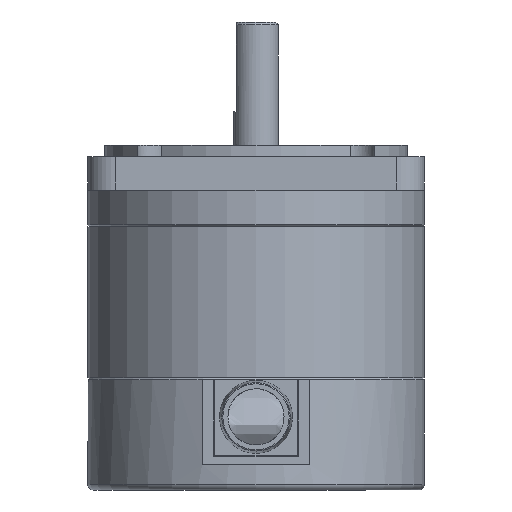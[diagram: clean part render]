
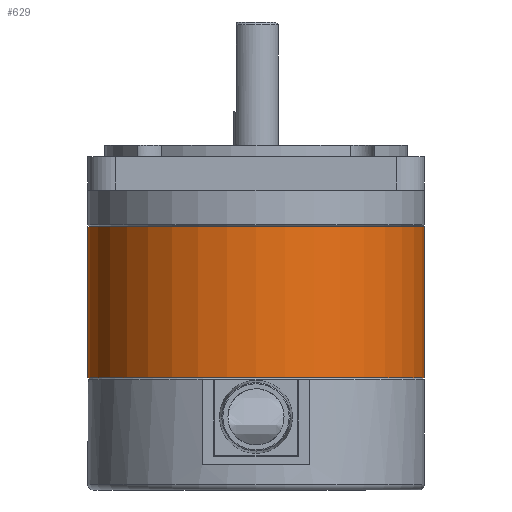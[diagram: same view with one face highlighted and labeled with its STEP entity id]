
A CAD part, left-side view. The second image highlights one B-rep face of the part: STEP entity #629.
In plain terms, the highlighted cylindrical face has radius 30 mm (diameter 60 mm), a full revolution.
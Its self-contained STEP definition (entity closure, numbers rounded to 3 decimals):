
#629 = ADVANCED_FACE( '', ( #1588, #1589 ), #1590, .T. );
#1588 = FACE_OUTER_BOUND( '', #2877, .T. );
#1589 = FACE_OUTER_BOUND( '', #2878, .T. );
#1590 = CYLINDRICAL_SURFACE( '', #2879, 30. );
#2877 = EDGE_LOOP( '', ( #4458 ) );
#2878 = EDGE_LOOP( '', ( #4459 ) );
#2879 = AXIS2_PLACEMENT_3D( '', #4460, #4461, #4462 );
#4458 = ORIENTED_EDGE( '', *, *, #5725, .T. );
#4459 = ORIENTED_EDGE( '', *, *, #5726, .F. );
#4460 = CARTESIAN_POINT( '', ( 0., 27., 0. ) );
#4461 = DIRECTION( '', ( 0., 1., 0. ) );
#4462 = DIRECTION( '', ( 0., 0., -1. ) );
#5725 = EDGE_CURVE( '', #6006, #6006, #6007, .T. );
#5726 = EDGE_CURVE( '', #6008, #6008, #6009, .T. );
#6006 = VERTEX_POINT( '', #6341 );
#6007 = CIRCLE( '', #6342, 30. );
#6008 = VERTEX_POINT( '', #6343 );
#6009 = CIRCLE( '', #6344, 30. );
#6341 = CARTESIAN_POINT( '', ( 30., 27., 0. ) );
#6342 = AXIS2_PLACEMENT_3D( '', #6690, #6691, #6692 );
#6343 = CARTESIAN_POINT( '', ( 30., 0., 0. ) );
#6344 = AXIS2_PLACEMENT_3D( '', #6693, #6694, #6695 );
#6690 = CARTESIAN_POINT( '', ( 0., 27., 0. ) );
#6691 = DIRECTION( '', ( 0., -1., 0. ) );
#6692 = DIRECTION( '', ( 1., 0., 0. ) );
#6693 = CARTESIAN_POINT( '', ( 0., 0., 0. ) );
#6694 = DIRECTION( '', ( 0., -1., 0. ) );
#6695 = DIRECTION( '', ( 1., 0., 0. ) );
